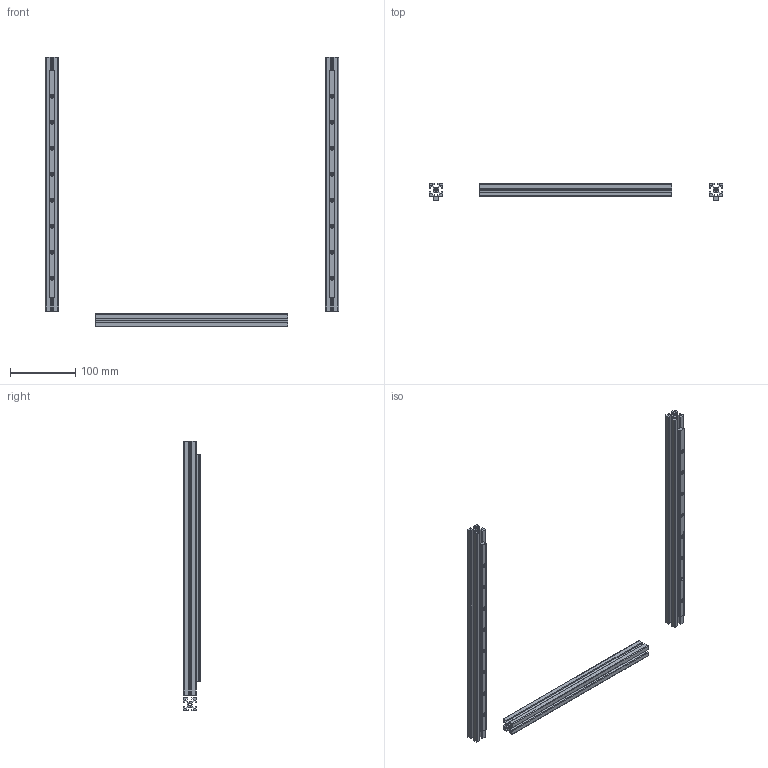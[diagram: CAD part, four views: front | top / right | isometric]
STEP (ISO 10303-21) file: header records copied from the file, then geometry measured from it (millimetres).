
FILE_DESCRIPTION (( 'STEP AP203' ), '1' );
FILE_NAME ('1x Frame Gantry.STEP', '2021-05-05T15:10:08', ( '' ), ( '' ), 'SwSTEP 2.0', 'SolidWorks 2021', '' );
FILE_SCHEMA (( 'CONFIG_CONTROL_DESIGN' ));
Length unit declared in the file: millimetre
Products named in the file (3): Frame-AB; E-Frame; 1x Frame Gantry
Assembly tree (2 placements, depth 2):
  1x Frame Gantry
    Frame-AB
    E-Frame
Bounding box: 450 x 26.5 x 414.47 mm (x, y, z)
Volume: 232549 mm3; surface area: 213386.9 mm2
Topology: 5 solids, 5 shells, 316 faces, 870 edges, 580 vertices
Faces by surface type: plane 226, cylinder 90
Entity records: 10389 total; most frequent: CARTESIAN_POINT 1771, ORIENTED_EDGE 1740, DIRECTION 1692, EDGE_CURVE 870, VECTOR 690, LINE 690, VERTEX_POINT 580, AXIS2_PLACEMENT_3D 501
